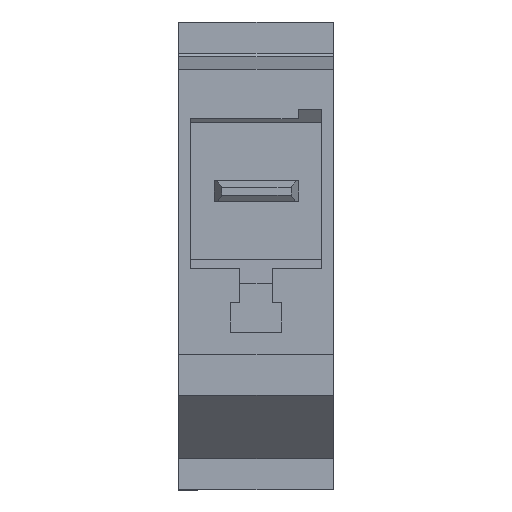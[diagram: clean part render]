
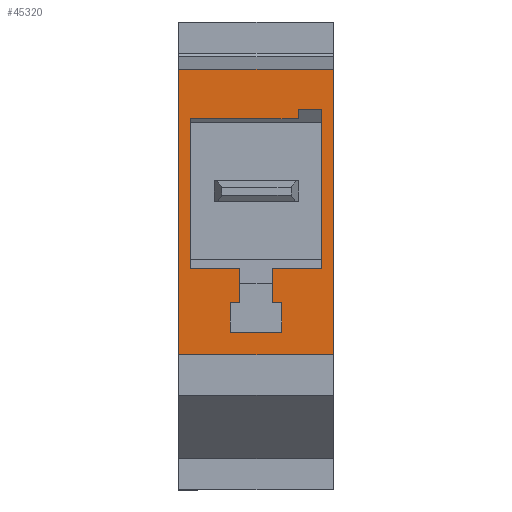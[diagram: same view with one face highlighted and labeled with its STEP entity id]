
A CAD part, front view. The second image highlights one B-rep face of the part: STEP entity #45320.
In plain terms, the highlighted face is planar.
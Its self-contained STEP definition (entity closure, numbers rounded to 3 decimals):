
#3310=CARTESIAN_POINT('',(13.907,-9.15,
53.67));
#3320=VERTEX_POINT('',#3310);
#3350=CARTESIAN_POINT('',(0.,-9.15,
53.67));
#3360=DIRECTION('',(-1.,0.,0.));
#3370=VECTOR('',#3360,1.);
#3380=LINE('',#3350,#3370);
#3390=CARTESIAN_POINT('',(28.98,-9.15,
53.67));
#3400=VERTEX_POINT('',#3390);
#3410=EDGE_CURVE('',#3400,#3320,#3380,.T.);
#8250=CARTESIAN_POINT('',(13.907,-9.15,
45.52));
#8260=VERTEX_POINT('',#8250);
#8290=CARTESIAN_POINT('',(13.907,-9.15,
53.67));
#8300=DIRECTION('',(0.,0.,1.));
#8310=VECTOR('',#8300,1.);
#8320=LINE('',#8290,#8310);
#8330=EDGE_CURVE('',#8260,#3320,#8320,.T.);
#9680=CARTESIAN_POINT('',(28.98,-9.15,
45.52));
#9690=VERTEX_POINT('',#9680);
#9720=CARTESIAN_POINT('',(0.,-9.15,
45.52));
#9730=DIRECTION('',(1.,0.,0.));
#9740=VECTOR('',#9730,1.);
#9750=LINE('',#9720,#9740);
#9760=EDGE_CURVE('',#8260,#9690,#9750,.T.);
#11590=CARTESIAN_POINT('',(28.98,-9.15,0.));
#11600=DIRECTION('',(0.,0.,1.));
#11610=VECTOR('',#11600,1.);
#11620=LINE('',#11590,#11610);
#11630=EDGE_CURVE('',#9690,#3400,#11620,.T.);
#44110=CARTESIAN_POINT('',(14.407,-9.15,
53.67));
#44120=DIRECTION('',(0.,-1.,0.));
#44130=DIRECTION('',(-1.,0.,0.));
#44140=AXIS2_PLACEMENT_3D('',#44110,#44120,#44130);
#44150=PLANE('',#44140);
#44160=CARTESIAN_POINT('',(18.656,-9.15,
46.12));
#44170=DIRECTION('',(-1.,0.,0.));
#44180=VECTOR('',#44170,1.);
#44190=LINE('',#44160,#44180);
#44200=CARTESIAN_POINT('',(26.357,-9.15,
46.12));
#44210=VERTEX_POINT('',#44200);
#44220=CARTESIAN_POINT('',(18.457,-9.15,
46.12));
#44230=VERTEX_POINT('',#44220);
#44240=EDGE_CURVE('',#44210,#44230,#44190,.T.);
#44250=ORIENTED_EDGE('',*,*,#44240,.F.);
#44260=CARTESIAN_POINT('',(18.457,-9.15,
53.67));
#44270=DIRECTION('',(0.,0.,1.));
#44280=VECTOR('',#44270,1.);
#44290=LINE('',#44260,#44280);
#44300=CARTESIAN_POINT('',(18.457,-9.15,
48.745));
#44310=VERTEX_POINT('',#44300);
#44320=EDGE_CURVE('',#44230,#44310,#44290,.T.);
#44330=ORIENTED_EDGE('',*,*,#44320,.F.);
#44340=CARTESIAN_POINT('',(18.656,-9.15,
48.745));
#44350=DIRECTION('',(-1.,0.,0.));
#44360=VECTOR('',#44350,1.);
#44370=LINE('',#44340,#44360);
#44380=CARTESIAN_POINT('',(16.657,-9.15,
48.745));
#44390=VERTEX_POINT('',#44380);
#44400=EDGE_CURVE('',#44310,#44390,#44370,.T.);
#44410=ORIENTED_EDGE('',*,*,#44400,.F.);
#44420=CARTESIAN_POINT('',(16.657,-9.15,
53.67));
#44430=DIRECTION('',(0.,0.,-1.));
#44440=VECTOR('',#44430,1.);
#44450=LINE('',#44420,#44440);
#44460=CARTESIAN_POINT('',(16.657,-9.15,
48.245));
#44470=VERTEX_POINT('',#44460);
#44480=EDGE_CURVE('',#44390,#44470,#44450,.T.);
#44490=ORIENTED_EDGE('',*,*,#44480,.F.);
#44500=CARTESIAN_POINT('',(18.656,-9.15,
48.245));
#44510=DIRECTION('',(-1.,0.,0.));
#44520=VECTOR('',#44510,1.);
#44530=LINE('',#44500,#44520);
#44540=CARTESIAN_POINT('',(15.107,-9.15,
48.245));
#44550=VERTEX_POINT('',#44540);
#44560=EDGE_CURVE('',#44470,#44550,#44530,.T.);
#44570=ORIENTED_EDGE('',*,*,#44560,.F.);
#44580=CARTESIAN_POINT('',(15.107,-9.15,
53.67));
#44590=DIRECTION('',(0.,0.,1.));
#44600=VECTOR('',#44590,1.);
#44610=LINE('',#44580,#44600);
#44620=CARTESIAN_POINT('',(15.107,-9.15,
50.945));
#44630=VERTEX_POINT('',#44620);
#44640=EDGE_CURVE('',#44550,#44630,#44610,.T.);
#44650=ORIENTED_EDGE('',*,*,#44640,.F.);
#44660=CARTESIAN_POINT('',(18.656,-9.15,
50.945));
#44670=DIRECTION('',(1.,0.,0.));
#44680=VECTOR('',#44670,1.);
#44690=LINE('',#44660,#44680);
#44700=CARTESIAN_POINT('',(16.657,-9.15,
50.945));
#44710=VERTEX_POINT('',#44700);
#44720=EDGE_CURVE('',#44630,#44710,#44690,.T.);
#44730=ORIENTED_EDGE('',*,*,#44720,.F.);
#44740=CARTESIAN_POINT('',(16.657,-9.15,
53.67));
#44750=DIRECTION('',(0.,0.,-1.));
#44760=VECTOR('',#44750,1.);
#44770=LINE('',#44740,#44760);
#44780=CARTESIAN_POINT('',(16.657,-9.15,
50.445));
#44790=VERTEX_POINT('',#44780);
#44800=EDGE_CURVE('',#44710,#44790,#44770,.T.);
#44810=ORIENTED_EDGE('',*,*,#44800,.F.);
#44820=CARTESIAN_POINT('',(18.656,-9.15,
50.445));
#44830=DIRECTION('',(1.,0.,0.));
#44840=VECTOR('',#44830,1.);
#44850=LINE('',#44820,#44840);
#44860=CARTESIAN_POINT('',(18.457,-9.15,
50.445));
#44870=VERTEX_POINT('',#44860);
#44880=EDGE_CURVE('',#44790,#44870,#44850,.T.);
#44890=ORIENTED_EDGE('',*,*,#44880,.F.);
#44900=CARTESIAN_POINT('',(18.457,-9.15,
53.07));
#44910=VERTEX_POINT('',#44900);
#44920=EDGE_CURVE('',#44870,#44910,#44290,.T.);
#44930=ORIENTED_EDGE('',*,*,#44920,.F.);
#44940=CARTESIAN_POINT('',(18.656,-9.15,
53.07));
#44950=DIRECTION('',(1.,0.,0.));
#44960=VECTOR('',#44950,1.);
#44970=LINE('',#44940,#44960);
#44980=CARTESIAN_POINT('',(26.857,-9.15,
53.07));
#44990=VERTEX_POINT('',#44980);
#45000=EDGE_CURVE('',#44910,#44990,#44970,.T.);
#45010=ORIENTED_EDGE('',*,*,#45000,.F.);
#45020=CARTESIAN_POINT('',(26.857,-9.15,
53.67));
#45030=DIRECTION('',(0.,0.,-1.));
#45040=VECTOR('',#45030,1.);
#45050=LINE('',#45020,#45040);
#45060=CARTESIAN_POINT('',(26.857,-9.15,
51.82));
#45070=VERTEX_POINT('',#45060);
#45080=EDGE_CURVE('',#44990,#45070,#45050,.T.);
#45090=ORIENTED_EDGE('',*,*,#45080,.F.);
#45100=CARTESIAN_POINT('',(18.656,-9.15,
51.82));
#45110=DIRECTION('',(-1.,0.,0.));
#45120=VECTOR('',#45110,1.);
#45130=LINE('',#45100,#45120);
#45140=CARTESIAN_POINT('',(26.357,-9.15,
51.82));
#45150=VERTEX_POINT('',#45140);
#45160=EDGE_CURVE('',#45070,#45150,#45130,.T.);
#45170=ORIENTED_EDGE('',*,*,#45160,.F.);
#45180=CARTESIAN_POINT('',(26.357,-9.15,
53.67));
#45190=DIRECTION('',(0.,0.,-1.));
#45200=VECTOR('',#45190,1.);
#45210=LINE('',#45180,#45200);
#45220=EDGE_CURVE('',#45150,#44210,#45210,.T.);
#45230=ORIENTED_EDGE('',*,*,#45220,.F.);
#45240=EDGE_LOOP('',(#45230,#45170,#45090,#45010,#44930,#44890,#44810,
#44730,#44650,#44570,#44490,#44410,#44330,#44250));
#45250=FACE_BOUND('',#45240,.T.);
#45260=ORIENTED_EDGE('',*,*,#3410,.F.);
#45270=ORIENTED_EDGE('',*,*,#8330,.T.);
#45280=ORIENTED_EDGE('',*,*,#9760,.F.);
#45290=ORIENTED_EDGE('',*,*,#11630,.F.);
#45300=EDGE_LOOP('',(#45290,#45280,#45270,#45260));
#45310=FACE_OUTER_BOUND('',#45300,.T.);
#45320=ADVANCED_FACE('',(#45250,#45310),#44150,.F.);
